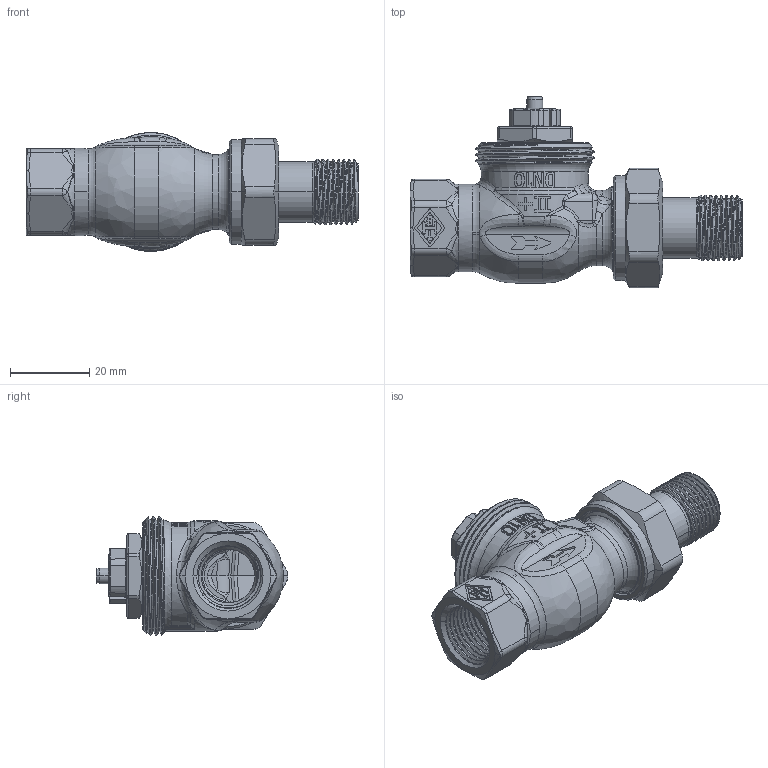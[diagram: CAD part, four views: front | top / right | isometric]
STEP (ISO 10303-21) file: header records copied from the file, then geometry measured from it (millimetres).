
FILE_DESCRIPTION((''),'2;1');
FILE_NAME('3712-01-000-GEW-O-B_SW0001','2015-08-04T',('marann'),(''),'PRO/ENGINEER BY PARAMETRIC TECHNOLOGY CORPORATION, 2011490','PRO/ENGINEER BY PARAMETRIC TECHNOLOGY CORPORATION, 2011490','');
FILE_SCHEMA(('CONFIG_CONTROL_DESIGN'));
Products named in the file (1): 3712-01-000-GEW-O-B_SW0001
Bounding box: 83.8 x 48.42 x 29.97 mm (x, y, z)
Volume: 24061.8 mm3; surface area: 20167.8 mm2
Topology: 2 solids, 2 shells, 1431 faces, 3693 edges, 2312 vertices
Faces by surface type: plane 626, cylinder 305, bspline 278, cone 122, torus 78, sphere 22
Entity records: 69793 total; most frequent: CARTESIAN_POINT 38627, ORIENTED_EDGE 7366, DIRECTION 5198, EDGE_CURVE 3683, VERTEX_POINT 2312, AXIS2_PLACEMENT_3D 1943, B_SPLINE_CURVE_WITH_KNOTS 1581, EDGE_LOOP 1493
